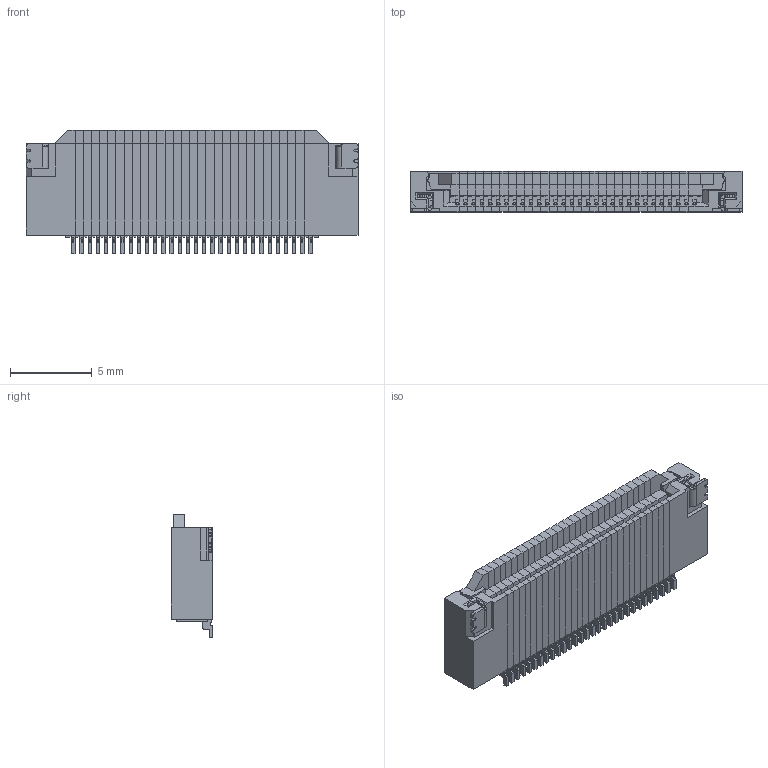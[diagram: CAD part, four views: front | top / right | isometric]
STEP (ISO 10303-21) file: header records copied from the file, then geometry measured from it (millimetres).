
FILE_DESCRIPTION((''),'2;1');
FILE_NAME('F31L_30PIN_ASM','2020-05-08T',('FSA12-PC'),(''),'CREO PARAMETRIC BY PTC INC, 2014500','CREO PARAMETRIC BY PTC INC, 2014500','');
FILE_SCHEMA(('AUTOMOTIVE_DESIGN { 1 0 10303 214 1 1 1 1 }'));
Length unit declared in the file: millimetre
Products named in the file (4): F31L_L; F31L_M; F31L_R; F31L_30PIN_ASM
Assembly tree (30 placements, depth 2):
  F31L_30PIN_ASM
    F31L_L
    F31L_M  x28
    F31L_R
Bounding box: 20.3 x 2.55 x 7.57 mm (x, y, z)
Volume: 198.7 mm3; surface area: 1445.2 mm2
Topology: 58 solids, 58 shells, 4407 faces, 12533 edges, 8262 vertices
Faces by surface type: plane 3152, cylinder 1249, cone 4, bspline 2
Entity records: 24049 total; most frequent: CARTESIAN_POINT 4717, ORIENTED_EDGE 4114, DIRECTION 3793, EDGE_CURVE 2057, VECTOR 1603, LINE 1603, VERTEX_POINT 1350, AXIS2_PLACEMENT_3D 1095
